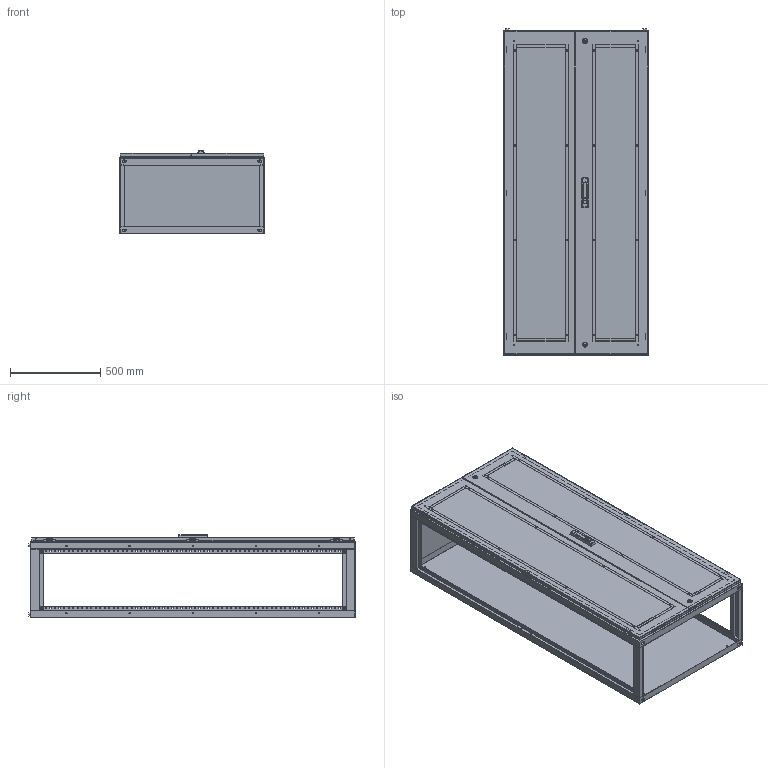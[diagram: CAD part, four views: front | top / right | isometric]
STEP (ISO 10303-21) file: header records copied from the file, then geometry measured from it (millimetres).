
FILE_DESCRIPTION (( 'STEP AP203' ), '1' );
FILE_NAME ('YKM50-1800-800-450-2D-31 ÂÐÓ ñáîðíûé êîðïóñ 1800õ800õ450-2Ä IP31 SMART IEK.STEP', '2021-01-29T08:57:22', ( '' ), ( '' ), 'SwSTEP 2.0', 'SolidWorks 2017', '' );
FILE_SCHEMA (( 'CONFIG_CONTROL_DESIGN' ));
Length unit declared in the file: millimetre
Products named in the file (4): Äâåðü äëÿ ÂÐÓ 1800õ800 IP31 Ïðàâàÿ; YKM50-1800-800-450-2D-31 ÂÐÓ ñáîðíûé êîðïóñ 1800õ800õ450-2Ä IP31 SMART IEK; Êàðêàñ ÂÐÓ 1800õ800õ450 -2Ä; Äâåðü äëÿ ÂÐÓ 1800õ800 IP31 Ëåâàÿ
Assembly tree (3 placements, depth 2):
  YKM50-1800-800-450-2D-31 ÂÐÓ ñáîðíûé êîðïóñ 1800õ800õ450-2Ä IP31 SMART IEK
    Êàðêàñ ÂÐÓ 1800õ800õ450 -2Ä
    Äâåðü äëÿ ÂÐÓ 1800õ800 IP31 Ëåâàÿ
    Äâåðü äëÿ ÂÐÓ 1800õ800 IP31 Ïðàâàÿ
Bounding box: 800 x 1808 x 462.4 mm (x, y, z)
Volume: 7122541.2 mm3; surface area: 9311922.5 mm2
Topology: 79 solids, 83 shells, 4387 faces, 11795 edges, 7592 vertices
Faces by surface type: plane 2487, cylinder 1450, cone 268, sphere 76, torus 58, bspline 48
Entity records: 145481 total; most frequent: CARTESIAN_POINT 31676, ORIENTED_EDGE 23446, DIRECTION 22879, EDGE_CURVE 11723, VECTOR 7633, LINE 7633, AXIS2_PLACEMENT_3D 7623, VERTEX_POINT 7592
